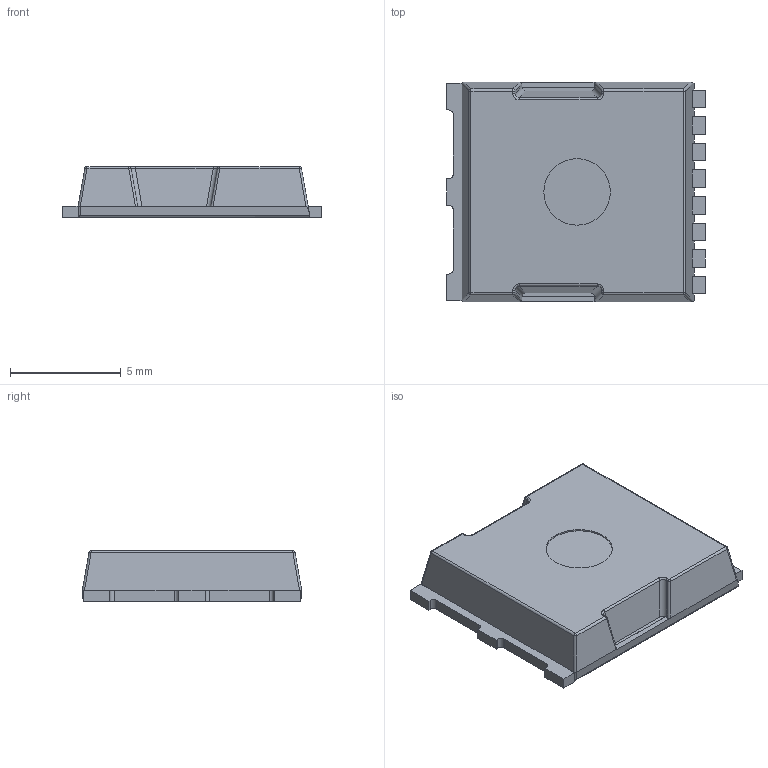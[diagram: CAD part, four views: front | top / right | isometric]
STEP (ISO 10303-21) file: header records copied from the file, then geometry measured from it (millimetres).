
FILE_DESCRIPTION(/* description */ ('Unknown'),/* implementation_level */ '2;1');
FILE_NAME(/* name */ 'PowerDI1012S-8L B Type',/* time_stamp */ '2022-03-18T10:47:59+08:00',/* author */ ('Unknown'),/* organization */ ('Unknown'),/* preprocessor_version */ 'ST-DEVELOPER v16.7',/* originating_system */ 'DEX',/* authorisation */ $);
FILE_SCHEMA (('AUTOMOTIVE_DESIGN {1 0 10303 214 3 1 1}'));
Length unit declared in the file: millimetre
Products named in the file (3): PowerDI1012S; CPD; LDF
Assembly tree (2 placements, depth 2):
  PowerDI1012S
    CPD
    LDF
Bounding box: 11.68 x 9.9 x 2.3 mm (x, y, z)
Volume: 223.4 mm3; surface area: 509.9 mm2
Topology: 5 solids, 5 shells, 284 faces, 793 edges, 508 vertices
Faces by surface type: plane 207, cylinder 65, sphere 8, bspline 4
Full cylindrical faces by diameter (mm): 3 x1
Entity records: 10009 total; most frequent: CARTESIAN_POINT 1629, ORIENTED_EDGE 1568, DIRECTION 1486, EDGE_CURVE 784, LINE 644, VECTOR 644, VERTEX_POINT 508, AXIS2_PLACEMENT_3D 421
